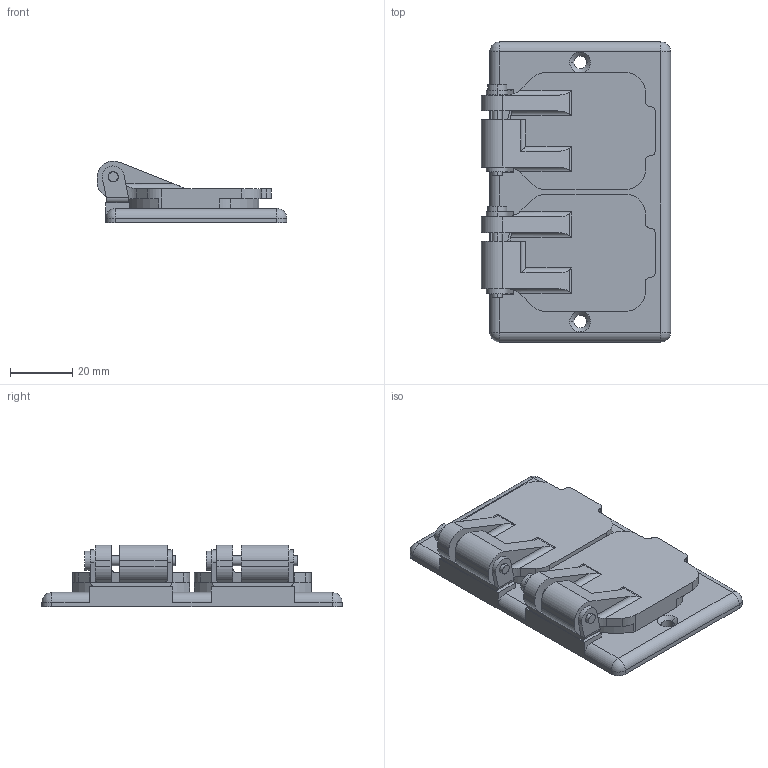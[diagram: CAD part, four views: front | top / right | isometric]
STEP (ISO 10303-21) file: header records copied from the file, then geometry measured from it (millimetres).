
FILE_DESCRIPTION (( 'STEP AP214' ), '1' );
FILE_NAME ('BRY3056.step', '2016-08-29T18:36:12', ( '' ), ( '' ), 'SwSTEP 2.0', 'SolidWorks 2016', '' );
FILE_SCHEMA (( 'AUTOMOTIVE_DESIGN' ));
Length unit declared in the file: inch
Products named in the file (1): BRY3056
Bounding box: 60.83 x 96.52 x 19.91 mm (x, y, z)
Volume: 35898.4 mm3; surface area: 26444.8 mm2
Topology: 7 solids, 7 shells, 297 faces, 782 edges, 510 vertices
Faces by surface type: cylinder 154, plane 135, cone 4, sphere 4
Entity records: 9831 total; most frequent: CARTESIAN_POINT 1758, DIRECTION 1620, ORIENTED_EDGE 1556, EDGE_CURVE 778, AXIS2_PLACEMENT_3D 584, VERTEX_POINT 510, VECTOR 452, LINE 452
